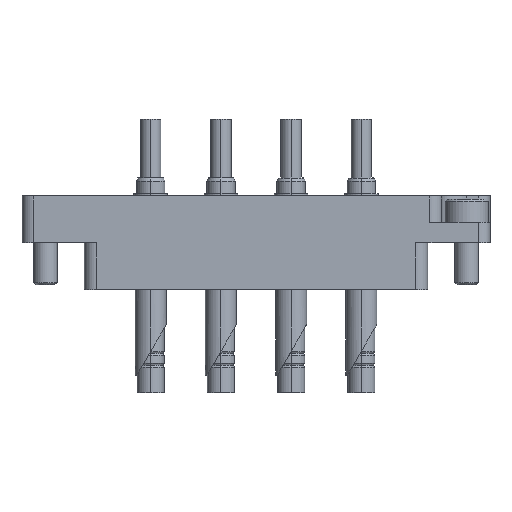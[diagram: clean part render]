
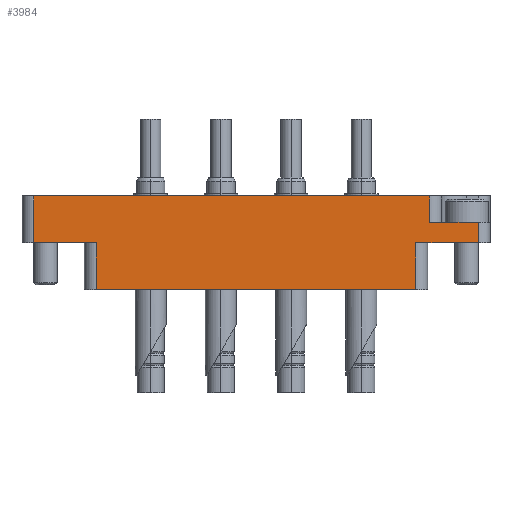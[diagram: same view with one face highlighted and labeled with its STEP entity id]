
A CAD part, left-side view. The second image highlights one B-rep face of the part: STEP entity #3984.
In plain terms, the highlighted face is planar.
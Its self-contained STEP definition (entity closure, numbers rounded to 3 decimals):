
#171 = DIRECTION ( 'NONE',  ( -1., 0., 0. ) ) ;
#493 = CARTESIAN_POINT ( 'NONE',  ( -30., 6., 14.35 ) ) ;
#507 = DIRECTION ( 'NONE',  ( 0., 1., 0. ) ) ;
#543 = CARTESIAN_POINT ( 'NONE',  ( -28.5, 0., 14.35 ) ) ;
#662 = VECTOR ( 'NONE', #6679, 1000. ) ;
#785 = CARTESIAN_POINT ( 'NONE',  ( 22.25, 6., 14.35 ) ) ;
#1120 = LINE ( 'NONE', #7541, #7132 ) ;
#1148 = CARTESIAN_POINT ( 'NONE',  ( 22.25, 0., 14.35 ) ) ;
#1270 = ORIENTED_EDGE ( 'NONE', *, *, #11273, .F. ) ;
#1395 = CARTESIAN_POINT ( 'NONE',  ( 30., 2.6, 14.35 ) ) ;
#1430 = CARTESIAN_POINT ( 'NONE',  ( 30., 0., 14.35 ) ) ;
#1725 = ORIENTED_EDGE ( 'NONE', *, *, #3226, .F. ) ;
#1842 = VECTOR ( 'NONE', #507, 1000. ) ;
#2176 = LINE ( 'NONE', #493, #10240 ) ;
#2208 = VECTOR ( 'NONE', #9695, 1000. ) ;
#2278 = ORIENTED_EDGE ( 'NONE', *, *, #8454, .F. ) ;
#2511 = CARTESIAN_POINT ( 'NONE',  ( 28.5, 2.6, 14.35 ) ) ;
#2528 = EDGE_CURVE ( 'NONE', #7368, #6415, #7284, .T. ) ;
#3226 = EDGE_CURVE ( 'NONE', #11545, #6690, #1120, .T. ) ;
#3450 = ORIENTED_EDGE ( 'NONE', *, *, #8444, .F. ) ;
#3588 = CARTESIAN_POINT ( 'NONE',  ( -28.5, 0., 14.35 ) ) ;
#3680 = DIRECTION ( 'NONE',  ( 0., 1., 0. ) ) ;
#3941 = CARTESIAN_POINT ( 'NONE',  ( 28.5, 2.6, 14.35 ) ) ;
#3984 = ADVANCED_FACE ( 'NONE', ( #4242 ), #7972, .F. ) ;
#4022 = VECTOR ( 'NONE', #11707, 1000. ) ;
#4062 = ORIENTED_EDGE ( 'NONE', *, *, #5032, .T. ) ;
#4242 = FACE_OUTER_BOUND ( 'NONE', #7261, .T. ) ;
#4360 = VECTOR ( 'NONE', #8551, 1000. ) ;
#4361 = LINE ( 'NONE', #11635, #7576 ) ;
#4597 = CARTESIAN_POINT ( 'NONE',  ( 28.5, 0., 14.35 ) ) ;
#4654 = LINE ( 'NONE', #3588, #4022 ) ;
#4777 = ORIENTED_EDGE ( 'NONE', *, *, #2528, .T. ) ;
#4809 = CARTESIAN_POINT ( 'NONE',  ( 22.25, 2.6, 14.35 ) ) ;
#4999 = VERTEX_POINT ( 'NONE', #4597 ) ;
#5032 = EDGE_CURVE ( 'NONE', #4999, #10362, #8430, .T. ) ;
#5132 = DIRECTION ( 'NONE',  ( -1., 0., 0. ) ) ;
#5155 = ORIENTED_EDGE ( 'NONE', *, *, #11141, .T. ) ;
#5617 = VERTEX_POINT ( 'NONE', #9419 ) ;
#5827 = DIRECTION ( 'NONE',  ( 1., 0., 0. ) ) ;
#5838 = EDGE_CURVE ( 'NONE', #5617, #8638, #4361, .T. ) ;
#5840 = LINE ( 'NONE', #9443, #4360 ) ;
#5945 = DIRECTION ( 'NONE',  ( 1., 0., 0. ) ) ;
#5983 = EDGE_CURVE ( 'NONE', #5617, #10379, #5840, .T. ) ;
#6385 = ORIENTED_EDGE ( 'NONE', *, *, #5838, .T. ) ;
#6415 = VERTEX_POINT ( 'NONE', #785 ) ;
#6575 = CARTESIAN_POINT ( 'NONE',  ( 20.5, 0., 14.35 ) ) ;
#6642 = VECTOR ( 'NONE', #5945, 1000. ) ;
#6679 = DIRECTION ( 'NONE',  ( 0., -1., 0. ) ) ;
#6690 = VERTEX_POINT ( 'NONE', #543 ) ;
#7128 = EDGE_CURVE ( 'NONE', #9552, #6690, #4654, .T. ) ;
#7132 = VECTOR ( 'NONE', #171, 1000. ) ;
#7261 = EDGE_LOOP ( 'NONE', ( #9028, #6385, #1270, #4062, #3450, #4777, #2278, #10984, #1725, #5155 ) ) ;
#7284 = LINE ( 'NONE', #1148, #8447 ) ;
#7368 = VERTEX_POINT ( 'NONE', #4809 ) ;
#7541 = CARTESIAN_POINT ( 'NONE',  ( 30., 0., 14.35 ) ) ;
#7576 = VECTOR ( 'NONE', #10475, 1000. ) ;
#7590 = LINE ( 'NONE', #1395, #6642 ) ;
#7835 = CARTESIAN_POINT ( 'NONE',  ( -20.5, 0., 14.35 ) ) ;
#7838 = CARTESIAN_POINT ( 'NONE',  ( -28.5, 6., 14.35 ) ) ;
#7972 = PLANE ( 'NONE',  #11489 ) ;
#8347 = CARTESIAN_POINT ( 'NONE',  ( -20.5, 0., 14.35 ) ) ;
#8430 = LINE ( 'NONE', #3941, #1842 ) ;
#8444 = EDGE_CURVE ( 'NONE', #7368, #10362, #7590, .T. ) ;
#8447 = VECTOR ( 'NONE', #3680, 1000. ) ;
#8454 = EDGE_CURVE ( 'NONE', #9552, #6415, #2176, .T. ) ;
#8551 = DIRECTION ( 'NONE',  ( -1., 0., 0. ) ) ;
#8638 = VERTEX_POINT ( 'NONE', #6575 ) ;
#8747 = LINE ( 'NONE', #1430, #2208 ) ;
#9028 = ORIENTED_EDGE ( 'NONE', *, *, #5983, .F. ) ;
#9355 = LINE ( 'NONE', #8347, #662 ) ;
#9419 = CARTESIAN_POINT ( 'NONE',  ( 20.5, -6., 14.35 ) ) ;
#9443 = CARTESIAN_POINT ( 'NONE',  ( -22., -6., 14.35 ) ) ;
#9552 = VERTEX_POINT ( 'NONE', #7838 ) ;
#9630 = DIRECTION ( 'NONE',  ( 0., 0., -1. ) ) ;
#9695 = DIRECTION ( 'NONE',  ( -1., 0., 0. ) ) ;
#9739 = CARTESIAN_POINT ( 'NONE',  ( -20.5, -6., 14.35 ) ) ;
#10240 = VECTOR ( 'NONE', #5827, 1000. ) ;
#10362 = VERTEX_POINT ( 'NONE', #2511 ) ;
#10379 = VERTEX_POINT ( 'NONE', #9739 ) ;
#10475 = DIRECTION ( 'NONE',  ( 0., 1., 0. ) ) ;
#10984 = ORIENTED_EDGE ( 'NONE', *, *, #7128, .T. ) ;
#11141 = EDGE_CURVE ( 'NONE', #11545, #10379, #9355, .T. ) ;
#11273 = EDGE_CURVE ( 'NONE', #4999, #8638, #8747, .T. ) ;
#11489 = AXIS2_PLACEMENT_3D ( 'NONE', #11584, #9630, #5132 ) ;
#11545 = VERTEX_POINT ( 'NONE', #7835 ) ;
#11584 = CARTESIAN_POINT ( 'NONE',  ( -30., 0., 14.35 ) ) ;
#11635 = CARTESIAN_POINT ( 'NONE',  ( 20.5, 0., 14.35 ) ) ;
#11707 = DIRECTION ( 'NONE',  ( 0., -1., 0. ) ) ;
